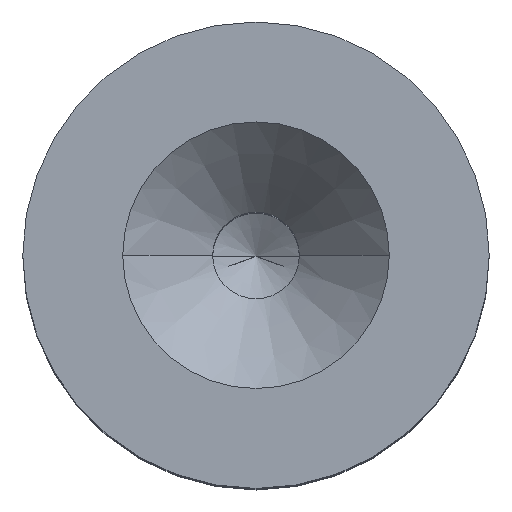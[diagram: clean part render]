
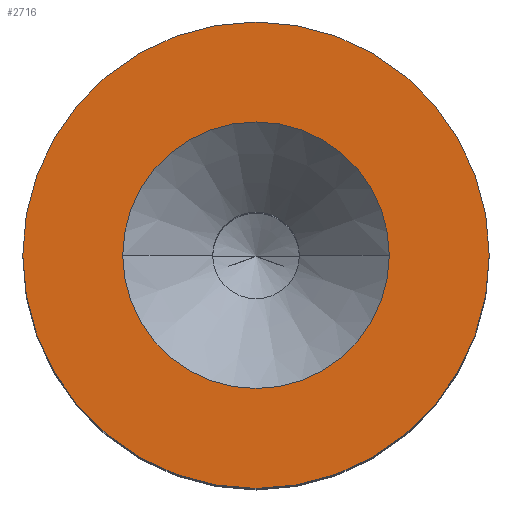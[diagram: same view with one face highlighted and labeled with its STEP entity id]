
A CAD part, top view. The second image highlights one B-rep face of the part: STEP entity #2716.
In plain terms, the highlighted planar face has unit normal (0, 0, 1).
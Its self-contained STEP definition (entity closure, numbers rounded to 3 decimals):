
#15=CARTESIAN_POINT('',(0.,0.,0.));
#16=DIRECTION('',(0.,0.,1.));
#17=DIRECTION('',(1.,0.,0.));
#18=AXIS2_PLACEMENT_3D('',#15,#16,#17);
#24=CARTESIAN_POINT('',(0.,0.,0.));
#25=DIRECTION('',(0.,0.,1.));
#26=DIRECTION('',(-1.,0.,0.));
#27=AXIS2_PLACEMENT_3D('',#24,#25,#26);
#32=CARTESIAN_POINT('',(0.,0.,0.));
#33=DIRECTION('',(0.,0.,1.));
#34=DIRECTION('',(1.,0.,0.));
#35=AXIS2_PLACEMENT_3D('',#32,#33,#34);
#54=CARTESIAN_POINT('',(0.,0.,0.));
#55=DIRECTION('',(0.,0.,-1.));
#56=DIRECTION('',(1.,0.,0.));
#57=AXIS2_PLACEMENT_3D('',#54,#55,#56);
#2395=CARTESIAN_POINT('',(1.75,0.,0.));
#2397=VERTEX_POINT('',#2395);
#2419=CARTESIAN_POINT('',(-1.75,0.,0.));
#2421=VERTEX_POINT('',#2419);
#2453=CARTESIAN_POINT('',(1.,0.,0.));
#2454=CARTESIAN_POINT('',(-1.,0.,0.));
#2455=VERTEX_POINT('',#2453);
#2456=VERTEX_POINT('',#2454);
#2699=CARTESIAN_POINT('',(0.,0.,0.));
#2700=DIRECTION('',(0.,0.,1.));
#2701=DIRECTION('',(-1.,0.,0.));
#2702=AXIS2_PLACEMENT_3D('',#2699,#2700,#2701);
#2703=PLANE('',#2702);
#2705=ORIENTED_EDGE('',*,*,#2704,.F.);
#2707=ORIENTED_EDGE('',*,*,#2706,.T.);
#2708=EDGE_LOOP('',(#2705,#2707));
#2709=FACE_OUTER_BOUND('',#2708,.F.);
#2711=ORIENTED_EDGE('',*,*,#2710,.T.);
#2713=ORIENTED_EDGE('',*,*,#2712,.T.);
#2714=EDGE_LOOP('',(#2711,#2713));
#2715=FACE_BOUND('',#2714,.F.);
#19=CIRCLE('',#18,1.);
#28=CIRCLE('',#27,1.);
#36=CIRCLE('',#35,1.75);
#58=CIRCLE('',#57,1.75);
#2704=EDGE_CURVE('',#2397,#2421,#36,.T.);
#2706=EDGE_CURVE('',#2397,#2421,#58,.T.);
#2710=EDGE_CURVE('',#2455,#2456,#19,.T.);
#2712=EDGE_CURVE('',#2456,#2455,#28,.T.);
#2716=ADVANCED_FACE('',(#2709,#2715),#2703,.T.);
